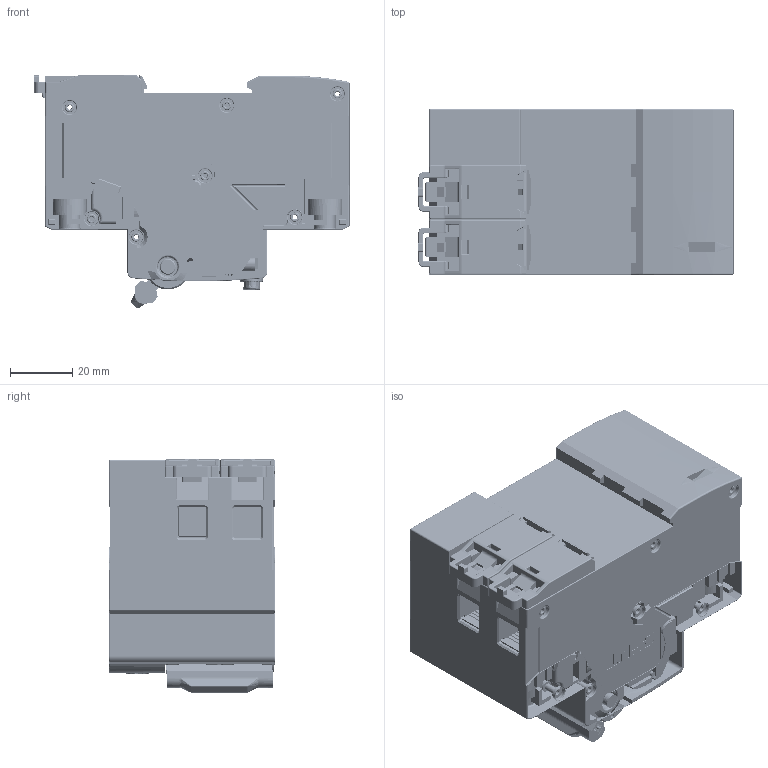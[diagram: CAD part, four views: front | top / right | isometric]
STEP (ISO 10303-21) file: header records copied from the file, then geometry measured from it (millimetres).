
FILE_DESCRIPTION((''),'2;1');
FILE_NAME('NB2LE-80ZT1PN_ASM','2022-02-26T10:31:14',('shaojh'),(''),'CREO PARAMETRIC BY PTC INC, 2020044','CREO PARAMETRIC BY PTC INC, 2020044','');
FILE_SCHEMA(('CONFIG_CONTROL_DESIGN','SHAPE_APPEARANCE_LAYERS_GROUPS'));
Products named in the file (69): 8ZTD_022_782; 8ZTD_253_957; 8421B0604001; 8505B0904101_1_; 8510B10261161_1_; 8ZTD-557-906; 8595B0704101-1; 8505B092611011; 8ZTD-550-925; YD-1; 5ZTD-550-913_ASM; 5ZTD-421-351_ASM; 8100B0101001; 5ZTD-104-515_ASM; 8ZTD-231-419; 8ZTD-231-418; 8ZTD-270-163; 8ZTD-282-1094HW; 8ZTD-288-1340; 8ZTD-206-1535; 8206B0304001-1; 5ZTD-295-678_ASM; 8ZT_946_045; 8ZT_907_018; 5ZT_239_006_ASM; 8ZTD-557-910; 8ZTD-574-198; 8ZTD-900-057; 5ZTD-574-075_ASM; 8ZTD_050_717; 5ZTD-648-108_RNM__RNM; 8505B0926XXX_RNM__RNM; 8ZTD-514-090_RNM__RNM; 8ZTD-557-906-__RNM; 8ZTD-550-509; 5ZTD-550-897_ASM; 8ZTD-595-171; 5ZTD-519-1694_ASM; 5ZTD-104-516S_ASM; 5ZTD-295-679_ASM ...
Assembly tree (99 placements, depth 6):
  NB2LE-80ZT1PN_ASM
    8ZTD_022_782
    8ZTD_253_957  x2
    5ZTD-295-678_ASM
      5ZTD-104-515_ASM
        5ZTD-421-351_ASM
          8421B0604001
          8505B0904101_1_
          8510B10261161_1_
          8ZTD-557-906
          8595B0704101-1
          8505B092611011
          5ZTD-550-913_ASM
            8ZTD-550-925
            YD-1
        8100B0101001
      8ZTD-231-419
      8ZTD-231-418
      8ZTD-270-163
      8ZTD-282-1094HW
      8ZTD-288-1340
      8ZTD-206-1535
      8206B0304001-1
    5ZT_239_006_ASM
      8ZT_946_045
      8ZT_907_018
    8ZTD-557-910
    5ZTD-574-075_ASM  x4
      8ZTD-574-198
      8ZTD-900-057
    8ZTD_050_717
    5ZTD-295-679_ASM
      5ZTD-104-516S_ASM
        5ZTD-519-1694_ASM
          5ZTD-648-108_RNM__RNM
          8505B0926XXX_RNM__RNM
          8ZTD-514-090_RNM__RNM
          8ZTD-557-906-__RNM
          5ZTD-550-897_ASM
            8ZTD-550-925
            8ZTD-550-509
          8ZTD-595-171
        8100B0101001
      8ZTD-231-419
      8ZTD-231-418
      8ZTD-270-163
      8ZTD-288-1340
      8ZTD-282-1094HW
      8ZTD-206-1535
    8ZTD_315_1632
    MD-2  x3
    8ZT-259-005
    8206B0304001-1  x2
    5ZTD-619-168S_ASM
      TUOKOUQI_
    5ZTD-519-1693S_ASM
      5ZTD-550-823__ASM
        8ZTD-550-892
        8ZT-550-045
      8ZTD-557-911
Bounding box: 101.4 x 53.5 x 75.03 mm (x, y, z)
Volume: 122016.9 mm3; surface area: 165748 mm2
Topology: 86 solids, 88 shells, 8372 faces, 23085 edges, 15067 vertices
Faces by surface type: plane 5342, cylinder 2158, torus 365, cone 245, bspline 144, sphere 61, extrusion 33, revolution 24
Entity records: 248187 total; most frequent: CARTESIAN_POINT 68165, ORIENTED_EDGE 35182, DIRECTION 34211, EDGE_CURVE 17591, VECTOR 12427, LINE 12408, VERTEX_POINT 11505, AXIS2_PLACEMENT_3D 10888
